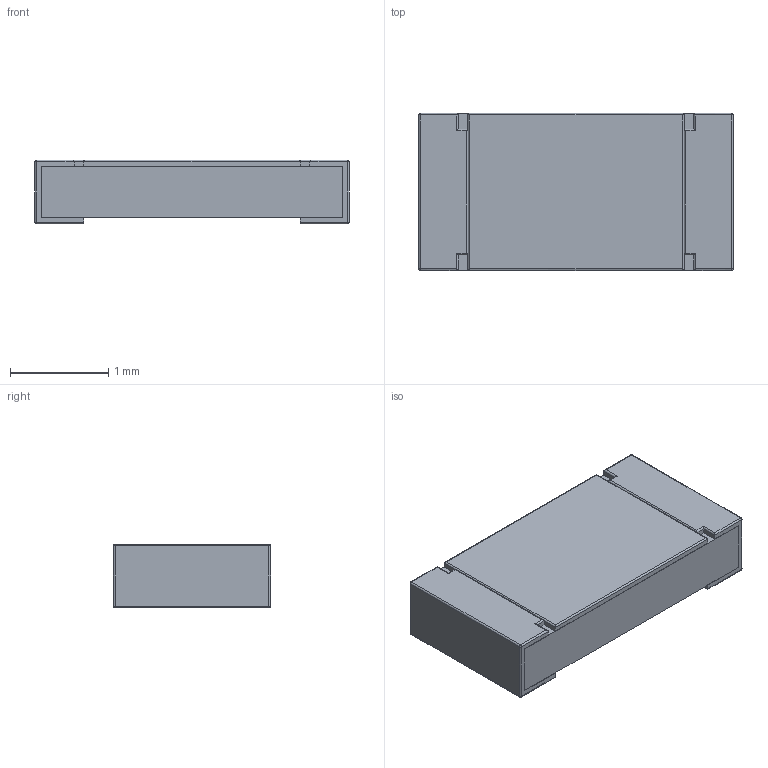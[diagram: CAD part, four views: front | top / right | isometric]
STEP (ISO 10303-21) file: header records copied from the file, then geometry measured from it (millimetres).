
FILE_DESCRIPTION(('FreeCAD Model'),'2;1');
FILE_NAME('Open CASCADE Shape Model','2023-11-24T16:17:58',('Author'),( ''),'Open CASCADE STEP processor 7.6','FreeCAD','Unknown');
FILE_SCHEMA(('AUTOMOTIVE_DESIGN { 1 0 10303 214 1 1 1 1 }'));
Length unit declared in the file: millimetre
Products named in the file (5): RESC320X160X65L054; RESC320X160X65L50; RESC320X160X65L051; RESC320X160X65L052; RESC320X160X65L053
Assembly tree (4 placements, depth 2):
  RESC320X160X65L054
    RESC320X160X65L50
    RESC320X160X65L051
    RESC320X160X65L052
    RESC320X160X65L053
Bounding box: 3.2 x 1.6 x 0.65 mm (x, y, z)
Volume: 3.1 mm3; surface area: 32.4 mm2
Topology: 4 solids, 4 shells, 80 faces, 180 edges, 100 vertices
Faces by surface type: plane 40, cylinder 32, sphere 8
Entity records: 5675 total; most frequent: CARTESIAN_POINT 2105, DIRECTION 634, LINE 416, VECTOR 416, ORIENTED_EDGE 344, PCURVE 344, DEFINITIONAL_REPRESENTATION 344, EDGE_CURVE 172
